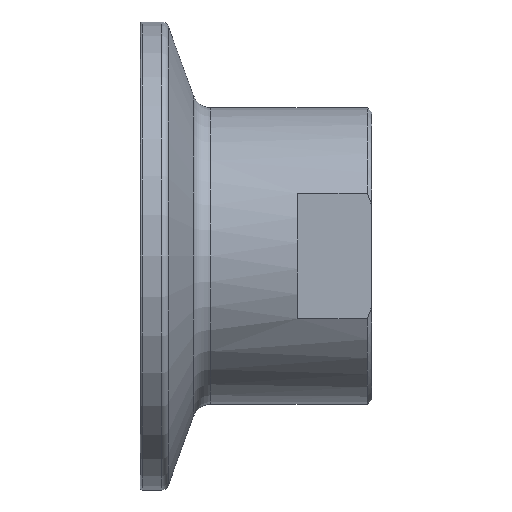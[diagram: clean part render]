
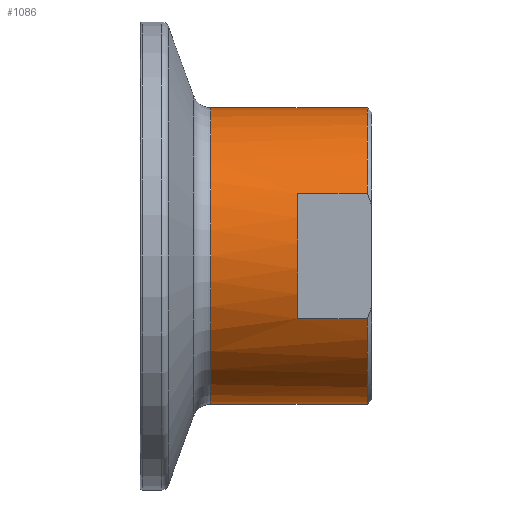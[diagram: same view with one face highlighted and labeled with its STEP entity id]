
A CAD part, front view. The second image highlights one B-rep face of the part: STEP entity #1086.
In plain terms, the highlighted cylindrical face has radius 16 mm (diameter 32 mm), a partial arc.
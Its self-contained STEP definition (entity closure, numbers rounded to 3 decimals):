
#18 = LINE ( 'NONE', #119, #163 ) ;
#107 = VECTOR ( 'NONE', #586, 1000. ) ;
#114 = DIRECTION ( 'NONE',  ( -1., 0., 0. ) ) ;
#119 = CARTESIAN_POINT ( 'NONE',  ( 0., -14.5, -6.764 ) ) ;
#163 = VECTOR ( 'NONE', #114, 1000. ) ;
#176 = ORIENTED_EDGE ( 'NONE', *, *, #527, .F. ) ;
#179 = EDGE_CURVE ( 'NONE', #992, #408, #878, .T. ) ;
#180 = CARTESIAN_POINT ( 'NONE',  ( 0., 0., 16. ) ) ;
#227 = AXIS2_PLACEMENT_3D ( 'NONE', #284, #487, #301 ) ;
#230 = CARTESIAN_POINT ( 'NONE',  ( 7.617, 0., 0. ) ) ;
#262 = CARTESIAN_POINT ( 'NONE',  ( 24.5, 0., 0. ) ) ;
#284 = CARTESIAN_POINT ( 'NONE',  ( 24.5, 0., 0. ) ) ;
#291 = CARTESIAN_POINT ( 'NONE',  ( 0., 0., -16. ) ) ;
#301 = DIRECTION ( 'NONE',  ( 0., 0., 1. ) ) ;
#359 = EDGE_CURVE ( 'NONE', #584, #919, #18, .T. ) ;
#363 = DIRECTION ( 'NONE',  ( 0., 0., 1. ) ) ;
#405 = CYLINDRICAL_SURFACE ( 'NONE', #481, 16. ) ;
#408 = VERTEX_POINT ( 'NONE', #1102 ) ;
#412 = CIRCLE ( 'NONE', #646, 16. ) ;
#430 = VERTEX_POINT ( 'NONE', #745 ) ;
#438 = DIRECTION ( 'NONE',  ( 0., 0., 1. ) ) ;
#481 = AXIS2_PLACEMENT_3D ( 'NONE', #1178, #1088, #1058 ) ;
#486 = VERTEX_POINT ( 'NONE', #756 ) ;
#487 = DIRECTION ( 'NONE',  ( -1., 0., 0. ) ) ;
#489 = ORIENTED_EDGE ( 'NONE', *, *, #359, .T. ) ;
#512 = LINE ( 'NONE', #897, #1084 ) ;
#522 = ORIENTED_EDGE ( 'NONE', *, *, #707, .T. ) ;
#527 = EDGE_CURVE ( 'NONE', #486, #919, #412, .T. ) ;
#561 = CIRCLE ( 'NONE', #227, 16. ) ;
#584 = VERTEX_POINT ( 'NONE', #1236 ) ;
#586 = DIRECTION ( 'NONE',  ( -1., 0., 0. ) ) ;
#625 = ORIENTED_EDGE ( 'NONE', *, *, #1132, .F. ) ;
#632 = EDGE_CURVE ( 'NONE', #430, #802, #1244, .T. ) ;
#646 = AXIS2_PLACEMENT_3D ( 'NONE', #926, #733, #1028 ) ;
#652 = CARTESIAN_POINT ( 'NONE',  ( 17., -14.5, -6.764 ) ) ;
#655 = ORIENTED_EDGE ( 'NONE', *, *, #954, .T. ) ;
#707 = EDGE_CURVE ( 'NONE', #1206, #992, #561, .T. ) ;
#719 = DIRECTION ( 'NONE',  ( -1., 0., 0. ) ) ;
#733 = DIRECTION ( 'NONE',  ( 1., 0., 0. ) ) ;
#745 = CARTESIAN_POINT ( 'NONE',  ( 24.5, 0., -16. ) ) ;
#756 = CARTESIAN_POINT ( 'NONE',  ( 17., -14.5, 6.764 ) ) ;
#781 = VECTOR ( 'NONE', #1172, 1000. ) ;
#802 = VERTEX_POINT ( 'NONE', #991 ) ;
#803 = AXIS2_PLACEMENT_3D ( 'NONE', #230, #719, #438 ) ;
#804 = DIRECTION ( 'NONE',  ( 1., 0., 0. ) ) ;
#814 = EDGE_CURVE ( 'NONE', #486, #1206, #512, .T. ) ;
#823 = ORIENTED_EDGE ( 'NONE', *, *, #632, .F. ) ;
#878 = LINE ( 'NONE', #180, #781 ) ;
#890 = FACE_OUTER_BOUND ( 'NONE', #1141, .T. ) ;
#897 = CARTESIAN_POINT ( 'NONE',  ( 0., -14.5, 6.764 ) ) ;
#916 = ORIENTED_EDGE ( 'NONE', *, *, #179, .T. ) ;
#919 = VERTEX_POINT ( 'NONE', #652 ) ;
#926 = CARTESIAN_POINT ( 'NONE',  ( 17., 0., 0. ) ) ;
#954 = EDGE_CURVE ( 'NONE', #430, #584, #1046, .T. ) ;
#969 = ORIENTED_EDGE ( 'NONE', *, *, #814, .T. ) ;
#991 = CARTESIAN_POINT ( 'NONE',  ( 7.617, 0., -16. ) ) ;
#992 = VERTEX_POINT ( 'NONE', #1168 ) ;
#1013 = CARTESIAN_POINT ( 'NONE',  ( 24.5, -14.5, 6.764 ) ) ;
#1028 = DIRECTION ( 'NONE',  ( 0., 0., -1. ) ) ;
#1042 = DIRECTION ( 'NONE',  ( -1., 0., 0. ) ) ;
#1046 = CIRCLE ( 'NONE', #1125, 16. ) ;
#1058 = DIRECTION ( 'NONE',  ( 0., 0., 1. ) ) ;
#1084 = VECTOR ( 'NONE', #804, 1000. ) ;
#1086 = ADVANCED_FACE ( 'NONE', ( #890 ), #405, .T. ) ;
#1088 = DIRECTION ( 'NONE',  ( -1., 0., 0. ) ) ;
#1102 = CARTESIAN_POINT ( 'NONE',  ( 7.617, 0., 16. ) ) ;
#1125 = AXIS2_PLACEMENT_3D ( 'NONE', #262, #1042, #363 ) ;
#1132 = EDGE_CURVE ( 'NONE', #802, #408, #1243, .T. ) ;
#1141 = EDGE_LOOP ( 'NONE', ( #823, #655, #489, #176, #969, #522, #916, #625 ) ) ;
#1168 = CARTESIAN_POINT ( 'NONE',  ( 24.5, 0., 16. ) ) ;
#1172 = DIRECTION ( 'NONE',  ( -1., 0., 0. ) ) ;
#1178 = CARTESIAN_POINT ( 'NONE',  ( 0., 0., 0. ) ) ;
#1206 = VERTEX_POINT ( 'NONE', #1013 ) ;
#1236 = CARTESIAN_POINT ( 'NONE',  ( 24.5, -14.5, -6.764 ) ) ;
#1243 = CIRCLE ( 'NONE', #803, 16. ) ;
#1244 = LINE ( 'NONE', #291, #107 ) ;
